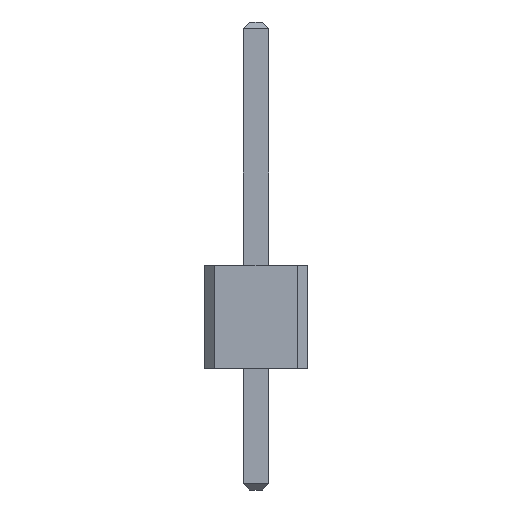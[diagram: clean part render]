
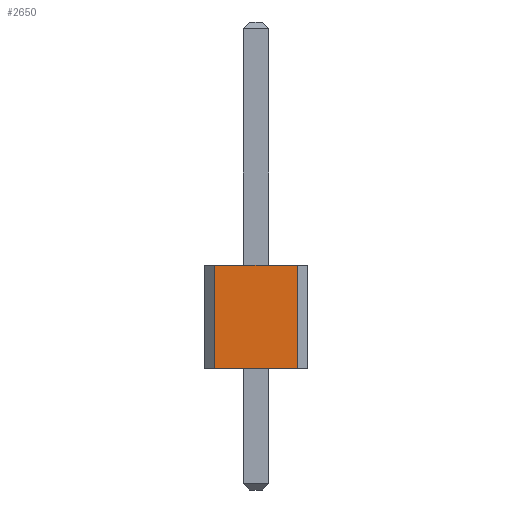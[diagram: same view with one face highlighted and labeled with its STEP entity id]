
A CAD part, front view. The second image highlights one B-rep face of the part: STEP entity #2650.
In plain terms, the highlighted planar face has unit normal (0, -1, 0).
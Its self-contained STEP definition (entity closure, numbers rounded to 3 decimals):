
#12=DIRECTION('',(0.,0.,1.));
#26=VECTOR('',#12,1.);
#88=DIRECTION('',(1.,0.,0.));
#307=VERTEX_POINT('',#308);
#308=CARTESIAN_POINT('',(-1.016,-36.83,0.));
#311=EDGE_CURVE('',#307,#312,#314,.T.);
#312=VERTEX_POINT('',#313);
#313=CARTESIAN_POINT('',(1.016,-36.83,0.));
#314=LINE('',#308,#315);
#315=VECTOR('',#88,1.);
#329=DIRECTION('',(0.,1.,0.));
#1156=VERTEX_POINT('',#1157);
#1157=CARTESIAN_POINT('',(-1.016,-36.83,2.54));
#1159=ORIENTED_EDGE('',*,*,#1160,.T.);
#1160=EDGE_CURVE('',#1156,#1161,#1163,.T.);
#1161=VERTEX_POINT('',#1162);
#1162=CARTESIAN_POINT('',(1.016,-36.83,2.54));
#1163=LINE('',#1157,#315);
#2635=EDGE_CURVE('',#307,#1156,#2636,.T.);
#2636=LINE('',#308,#26);
#2650=ADVANCED_FACE('',(#2651),#2658,.F.);
#2651=FACE_BOUND('',#2652,.F.);
#2652=EDGE_LOOP('',(#2653,#1159,#2654,#2657));
#2653=ORIENTED_EDGE('',*,*,#2635,.T.);
#2654=ORIENTED_EDGE('',*,*,#2655,.F.);
#2655=EDGE_CURVE('',#312,#1161,#2656,.T.);
#2656=LINE('',#313,#26);
#2657=ORIENTED_EDGE('',*,*,#311,.F.);
#2658=PLANE('',#2659);
#2659=AXIS2_PLACEMENT_3D('',#308,#329,#88);
